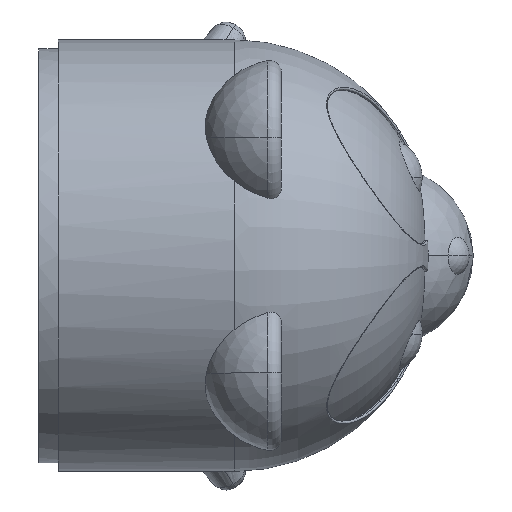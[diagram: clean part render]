
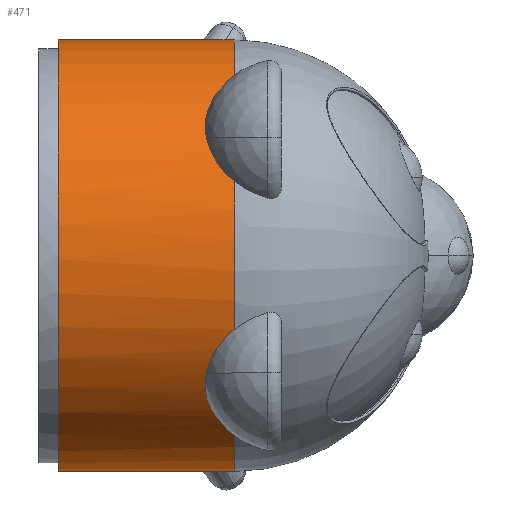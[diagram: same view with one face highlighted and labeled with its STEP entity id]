
A CAD part, top view. The second image highlights one B-rep face of the part: STEP entity #471.
In plain terms, the highlighted cylindrical face has radius 55 mm (diameter 110 mm), a partial arc.
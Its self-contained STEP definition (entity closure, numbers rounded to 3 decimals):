
#323=CARTESIAN_POINT('Vertex',(5.2,-55.,0.)) ;
#330=CARTESIAN_POINT('Vertex',(5.2,55.,0.)) ;
#358=CARTESIAN_POINT('Control Point',(5.2,55.,0.)) ;
#359=CARTESIAN_POINT('Control Point',(5.2,55.,8.639)) ;
#360=CARTESIAN_POINT('Control Point',(5.2,53.304,17.279)) ;
#361=CARTESIAN_POINT('Control Point',(5.2,49.909,25.473)) ;
#362=CARTESIAN_POINT('Control Point',(5.2,40.09,40.09)) ;
#363=CARTESIAN_POINT('Control Point',(5.2,25.473,49.909)) ;
#364=CARTESIAN_POINT('Control Point',(5.2,17.279,53.304)) ;
#365=CARTESIAN_POINT('Control Point',(5.2,0.,56.696)) ;
#366=CARTESIAN_POINT('Control Point',(5.2,-17.279,53.304)) ;
#367=CARTESIAN_POINT('Control Point',(5.2,-25.473,49.909)) ;
#368=CARTESIAN_POINT('Control Point',(5.2,-40.09,40.09)) ;
#369=CARTESIAN_POINT('Control Point',(5.2,-49.909,25.473)) ;
#370=CARTESIAN_POINT('Control Point',(5.2,-53.304,17.279)) ;
#371=CARTESIAN_POINT('Control Point',(5.2,-55.,8.639)) ;
#372=CARTESIAN_POINT('Control Point',(5.2,-55.,0.)) ;
#381=CARTESIAN_POINT('Axis2P3D Location',(50.61,0.,0.)) ;
#387=CARTESIAN_POINT('Control Point',(50.,-18.996,51.615)) ;
#388=CARTESIAN_POINT('Control Point',(47.88,-20.661,51.003)) ;
#389=CARTESIAN_POINT('Control Point',(46.022,-22.687,50.181)) ;
#390=CARTESIAN_POINT('Control Point',(44.513,-25.014,49.102)) ;
#391=CARTESIAN_POINT('Control Point',(43.472,-27.506,47.721)) ;
#392=CARTESIAN_POINT('Control Point',(42.952,-30.,46.098)) ;
#393=CARTESIAN_POINT('Vertex',(50.,-18.996,51.615)) ;
#395=CARTESIAN_POINT('Vertex',(42.952,-30.,46.098)) ;
#398=CARTESIAN_POINT('Axis2P3D Location',(50.,0.,0.)) ;
#402=CARTESIAN_POINT('Vertex',(50.,18.996,51.615)) ;
#406=CARTESIAN_POINT('Control Point',(50.,18.996,51.615)) ;
#407=CARTESIAN_POINT('Control Point',(47.88,20.661,51.003)) ;
#408=CARTESIAN_POINT('Control Point',(46.022,22.687,50.181)) ;
#409=CARTESIAN_POINT('Control Point',(44.513,25.014,49.102)) ;
#410=CARTESIAN_POINT('Control Point',(43.472,27.506,47.721)) ;
#411=CARTESIAN_POINT('Control Point',(42.952,30.,46.098)) ;
#412=CARTESIAN_POINT('Vertex',(42.952,30.,46.098)) ;
#416=CARTESIAN_POINT('Control Point',(50.,44.232,32.689)) ;
#417=CARTESIAN_POINT('Control Point',(46.711,42.596,34.903)) ;
#418=CARTESIAN_POINT('Control Point',(44.081,40.25,37.796)) ;
#419=CARTESIAN_POINT('Control Point',(42.535,37.158,40.954)) ;
#420=CARTESIAN_POINT('Control Point',(42.208,33.573,43.772)) ;
#421=CARTESIAN_POINT('Control Point',(42.952,30.,46.098)) ;
#422=CARTESIAN_POINT('Vertex',(50.,44.232,32.689)) ;
#425=CARTESIAN_POINT('Axis2P3D Location',(50.,0.,0.)) ;
#429=CARTESIAN_POINT('Vertex',(50.,55.,0.)) ;
#432=CARTESIAN_POINT('Line Origine',(50.61,55.,0.)) ;
#437=CARTESIAN_POINT('Line Origine',(50.61,-55.,0.)) ;
#441=CARTESIAN_POINT('Vertex',(50.,-55.,0.)) ;
#444=CARTESIAN_POINT('Axis2P3D Location',(50.,0.,0.)) ;
#448=CARTESIAN_POINT('Vertex',(50.,-44.232,32.689)) ;
#452=CARTESIAN_POINT('Control Point',(50.,-44.232,32.689)) ;
#453=CARTESIAN_POINT('Control Point',(46.711,-42.596,34.903)) ;
#454=CARTESIAN_POINT('Control Point',(44.081,-40.25,37.796)) ;
#455=CARTESIAN_POINT('Control Point',(42.535,-37.158,40.954)) ;
#456=CARTESIAN_POINT('Control Point',(42.208,-33.573,43.772)) ;
#457=CARTESIAN_POINT('Control Point',(42.952,-30.,46.098)) ;
#382=DIRECTION('Axis2P3D Direction',(1.,0.,0.)) ;
#383=DIRECTION('Axis2P3D XDirection',(0.,1.,0.)) ;
#399=DIRECTION('Axis2P3D Direction',(1.,0.,0.)) ;
#426=DIRECTION('Axis2P3D Direction',(1.,0.,0.)) ;
#433=DIRECTION('Vector Direction',(1.,0.,0.)) ;
#438=DIRECTION('Vector Direction',(1.,0.,0.)) ;
#445=DIRECTION('Axis2P3D Direction',(1.,0.,0.)) ;
#384=AXIS2_PLACEMENT_3D('Cylinder Axis2P3D',#381,#382,#383) ;
#400=AXIS2_PLACEMENT_3D('Circle Axis2P3D',#398,#399,$) ;
#427=AXIS2_PLACEMENT_3D('Circle Axis2P3D',#425,#426,$) ;
#446=AXIS2_PLACEMENT_3D('Circle Axis2P3D',#444,#445,$) ;
#460=ORIENTED_EDGE('',*,*,#397,.F.) ;
#461=ORIENTED_EDGE('',*,*,#404,.F.) ;
#462=ORIENTED_EDGE('',*,*,#414,.T.) ;
#463=ORIENTED_EDGE('',*,*,#424,.F.) ;
#464=ORIENTED_EDGE('',*,*,#431,.F.) ;
#465=ORIENTED_EDGE('',*,*,#436,.F.) ;
#466=ORIENTED_EDGE('',*,*,#373,.T.) ;
#467=ORIENTED_EDGE('',*,*,#443,.T.) ;
#468=ORIENTED_EDGE('',*,*,#450,.F.) ;
#469=ORIENTED_EDGE('',*,*,#458,.T.) ;
#434=VECTOR('Line Direction',#433,1.) ;
#439=VECTOR('Line Direction',#438,1.) ;
#471=ADVANCED_FACE('Body.2',(#470),#385,.T.) ;
#357=B_SPLINE_CURVE_WITH_KNOTS('',5,(#358,#359,#360,#361,#362,#363,#364,#365,#366,#367,#368,#369,#370,#371,#372),.UNSPECIFIED.,.F.,.U.,(6,3,3,3,6),(0.,43.197,86.394,129.591,172.788),.UNSPECIFIED.) ;
#386=B_SPLINE_CURVE_WITH_KNOTS('',5,(#387,#388,#389,#390,#391,#392),.UNSPECIFIED.,.F.,.U.,(6,6),(0.,21.726),.UNSPECIFIED.) ;
#405=B_SPLINE_CURVE_WITH_KNOTS('',5,(#406,#407,#408,#409,#410,#411),.UNSPECIFIED.,.F.,.U.,(6,6),(0.,21.726),.UNSPECIFIED.) ;
#415=B_SPLINE_CURVE_WITH_KNOTS('',5,(#416,#417,#418,#419,#420,#421),.UNSPECIFIED.,.F.,.U.,(6,6),(0.,31.13),.UNSPECIFIED.) ;
#451=B_SPLINE_CURVE_WITH_KNOTS('',5,(#452,#453,#454,#455,#456,#457),.UNSPECIFIED.,.F.,.U.,(6,6),(0.,31.13),.UNSPECIFIED.) ;
#401=CIRCLE('generated circle',#400,55.) ;
#428=CIRCLE('generated circle',#427,55.) ;
#447=CIRCLE('generated circle',#446,55.) ;
#385=CYLINDRICAL_SURFACE('generated cylinder',#384,55.) ;
#373=EDGE_CURVE('',#331,#324,#357,.T.) ;
#397=EDGE_CURVE('',#394,#396,#386,.T.) ;
#404=EDGE_CURVE('',#403,#394,#401,.T.) ;
#414=EDGE_CURVE('',#403,#413,#405,.T.) ;
#424=EDGE_CURVE('',#423,#413,#415,.T.) ;
#431=EDGE_CURVE('',#430,#423,#428,.T.) ;
#436=EDGE_CURVE('',#331,#430,#435,.T.) ;
#443=EDGE_CURVE('',#324,#442,#440,.T.) ;
#450=EDGE_CURVE('',#449,#442,#447,.T.) ;
#458=EDGE_CURVE('',#449,#396,#451,.T.) ;
#459=EDGE_LOOP('',(#460,#461,#462,#463,#464,#465,#466,#467,#468,#469)) ;
#470=FACE_OUTER_BOUND('',#459,.T.) ;
#435=LINE('Line',#432,#434) ;
#440=LINE('Line',#437,#439) ;
#324=VERTEX_POINT('',#323) ;
#331=VERTEX_POINT('',#330) ;
#394=VERTEX_POINT('',#393) ;
#396=VERTEX_POINT('',#395) ;
#403=VERTEX_POINT('',#402) ;
#413=VERTEX_POINT('',#412) ;
#423=VERTEX_POINT('',#422) ;
#430=VERTEX_POINT('',#429) ;
#442=VERTEX_POINT('',#441) ;
#449=VERTEX_POINT('',#448) ;
